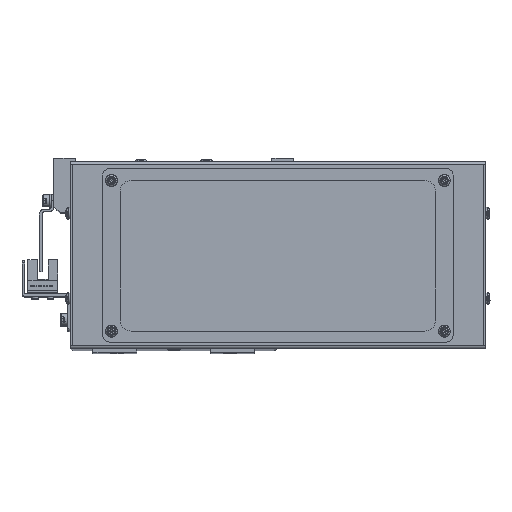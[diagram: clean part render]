
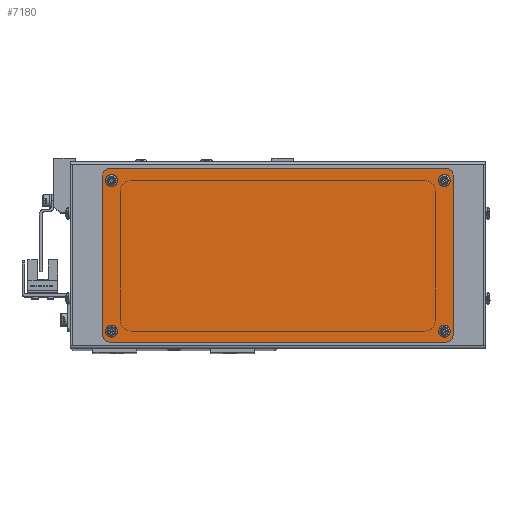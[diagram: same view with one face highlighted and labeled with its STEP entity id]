
A CAD part, top view. The second image highlights one B-rep face of the part: STEP entity #7180.
In plain terms, the highlighted face is planar.
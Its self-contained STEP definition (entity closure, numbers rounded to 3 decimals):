
#567 = VERTEX_POINT ( 'NONE', #10128 ) ;
#717 = DIRECTION ( 'NONE',  ( 1., 0., 0. ) ) ;
#851 = CARTESIAN_POINT ( 'NONE',  ( 76.25, -34.75, 0. ) ) ;
#948 = CARTESIAN_POINT ( 'NONE',  ( 77.95, -34.75, 0. ) ) ;
#1337 = VERTEX_POINT ( 'NONE', #54326 ) ;
#1590 = VERTEX_POINT ( 'NONE', #45829 ) ;
#2064 = CIRCLE ( 'NONE', #14435, 1.7 ) ;
#5692 = VERTEX_POINT ( 'NONE', #44577 ) ;
#6012 = DIRECTION ( 'NONE',  ( 0., 0., 1. ) ) ;
#6315 = DIRECTION ( 'NONE',  ( 1., 0., 0. ) ) ;
#6364 = CARTESIAN_POINT ( 'NONE',  ( 76.25, 34.25, 0. ) ) ;
#7180 = ADVANCED_FACE ( 'NONE', ( #22950, #63978, #62382, #48994, #35223 ), #15800, .F. ) ;
#7334 = DIRECTION ( 'NONE',  ( 1., 0., 0. ) ) ;
#7367 = AXIS2_PLACEMENT_3D ( 'NONE', #63434, #32810, #717 ) ;
#7400 = DIRECTION ( 'NONE',  ( 0., 0., 1. ) ) ;
#7411 = CARTESIAN_POINT ( 'NONE',  ( 77.25, 36.75, 0. ) ) ;
#8158 = ORIENTED_EDGE ( 'NONE', *, *, #36223, .T. ) ;
#8272 = ORIENTED_EDGE ( 'NONE', *, *, #61720, .T. ) ;
#8279 = AXIS2_PLACEMENT_3D ( 'NONE', #11020, #47919, #16457 ) ;
#8597 = ORIENTED_EDGE ( 'NONE', *, *, #19367, .F. ) ;
#8891 = VERTEX_POINT ( 'NONE', #32482 ) ;
#9312 = DIRECTION ( 'NONE',  ( 0., -1., 0. ) ) ;
#9324 = CARTESIAN_POINT ( 'NONE',  ( -80.25, -36.75, 0. ) ) ;
#9956 = EDGE_CURVE ( 'NONE', #14904, #567, #47814, .T. ) ;
#10128 = CARTESIAN_POINT ( 'NONE',  ( -77.95, 34.25, 0. ) ) ;
#10565 = VECTOR ( 'NONE', #20482, 1000. ) ;
#10738 = CARTESIAN_POINT ( 'NONE',  ( -77.25, 39.75, 0. ) ) ;
#11020 = CARTESIAN_POINT ( 'NONE',  ( -77.25, 36.75, 0. ) ) ;
#11248 = CIRCLE ( 'NONE', #29688, 1.7 ) ;
#11291 = DIRECTION ( 'NONE',  ( -1., 0., 0. ) ) ;
#11744 = DIRECTION ( 'NONE',  ( 1., 0., 0. ) ) ;
#11746 = EDGE_CURVE ( 'NONE', #47966, #24170, #58723, .T. ) ;
#11921 = CARTESIAN_POINT ( 'NONE',  ( 74.55, 34.25, 0. ) ) ;
#12343 = VERTEX_POINT ( 'NONE', #18497 ) ;
#12611 = ORIENTED_EDGE ( 'NONE', *, *, #16377, .T. ) ;
#12624 = DIRECTION ( 'NONE',  ( 0., 0., 1. ) ) ;
#12743 = ORIENTED_EDGE ( 'NONE', *, *, #40735, .F. ) ;
#13797 = EDGE_CURVE ( 'NONE', #62084, #24416, #17842, .T. ) ;
#14435 = AXIS2_PLACEMENT_3D ( 'NONE', #44262, #12624, #49456 ) ;
#14561 = DIRECTION ( 'NONE',  ( 1., 0., 0. ) ) ;
#14641 = DIRECTION ( 'NONE',  ( 0., 0., 1. ) ) ;
#14904 = VERTEX_POINT ( 'NONE', #49843 ) ;
#15013 = CARTESIAN_POINT ( 'NONE',  ( -77.25, 36.75, 0. ) ) ;
#15095 = EDGE_LOOP ( 'NONE', ( #12611, #51773 ) ) ;
#15800 = PLANE ( 'NONE',  #33142 ) ;
#16377 = EDGE_CURVE ( 'NONE', #35643, #12343, #43830, .T. ) ;
#16457 = DIRECTION ( 'NONE',  ( 1., 0., 0. ) ) ;
#17205 = EDGE_CURVE ( 'NONE', #24416, #1590, #51784, .T. ) ;
#17842 = LINE ( 'NONE', #9324, #38515 ) ;
#18497 = CARTESIAN_POINT ( 'NONE',  ( 77.95, 34.25, 0. ) ) ;
#19367 = EDGE_CURVE ( 'NONE', #24170, #54292, #37112, .T. ) ;
#19892 = ORIENTED_EDGE ( 'NONE', *, *, #11746, .F. ) ;
#20482 = DIRECTION ( 'NONE',  ( 1., 0., 0. ) ) ;
#20824 = CARTESIAN_POINT ( 'NONE',  ( -80.25, 36.75, 0. ) ) ;
#22726 = AXIS2_PLACEMENT_3D ( 'NONE', #58844, #27998, #63847 ) ;
#22950 = FACE_BOUND ( 'NONE', #46399, .T. ) ;
#23439 = AXIS2_PLACEMENT_3D ( 'NONE', #34667, #34537, #34443 ) ;
#24170 = VERTEX_POINT ( 'NONE', #51376 ) ;
#24416 = VERTEX_POINT ( 'NONE', #58846 ) ;
#24492 = CIRCLE ( 'NONE', #28766, 1.7 ) ;
#24668 = LINE ( 'NONE', #34375, #40187 ) ;
#24926 = LINE ( 'NONE', #41358, #10565 ) ;
#24990 = EDGE_CURVE ( 'NONE', #40582, #5692, #50606, .T. ) ;
#25394 = CIRCLE ( 'NONE', #8279, 3. ) ;
#25424 = ORIENTED_EDGE ( 'NONE', *, *, #13797, .F. ) ;
#26110 = ORIENTED_EDGE ( 'NONE', *, *, #17205, .F. ) ;
#27126 = AXIS2_PLACEMENT_3D ( 'NONE', #49823, #49425, #49644 ) ;
#27414 = AXIS2_PLACEMENT_3D ( 'NONE', #30586, #27847, #27529 ) ;
#27529 = DIRECTION ( 'NONE',  ( 1., 0., 0. ) ) ;
#27847 = DIRECTION ( 'NONE',  ( 0., 0., 1. ) ) ;
#27998 = DIRECTION ( 'NONE',  ( 0., 0., 1. ) ) ;
#28561 = EDGE_LOOP ( 'NONE', ( #55974, #39082 ) ) ;
#28766 = AXIS2_PLACEMENT_3D ( 'NONE', #37862, #6012, #43076 ) ;
#29205 = DIRECTION ( 'NONE',  ( 0., 0., 1. ) ) ;
#29279 = ORIENTED_EDGE ( 'NONE', *, *, #57614, .F. ) ;
#29565 = EDGE_CURVE ( 'NONE', #41475, #56621, #47894, .T. ) ;
#29688 = AXIS2_PLACEMENT_3D ( 'NONE', #60019, #29205, #64991 ) ;
#30586 = CARTESIAN_POINT ( 'NONE',  ( 76.25, 34.25, 0. ) ) ;
#32482 = CARTESIAN_POINT ( 'NONE',  ( -77.95, -34.75, 0. ) ) ;
#32687 = EDGE_CURVE ( 'NONE', #12343, #35643, #61729, .T. ) ;
#32810 = DIRECTION ( 'NONE',  ( 0., 0., 1. ) ) ;
#33142 = AXIS2_PLACEMENT_3D ( 'NONE', #15013, #14641, #14561 ) ;
#34375 = CARTESIAN_POINT ( 'NONE',  ( 80.25, 36.75, 0. ) ) ;
#34443 = DIRECTION ( 'NONE',  ( 1., 0., 0. ) ) ;
#34537 = DIRECTION ( 'NONE',  ( 0., 0., 1. ) ) ;
#34667 = CARTESIAN_POINT ( 'NONE',  ( -77.25, -36.75, 0. ) ) ;
#35223 = FACE_BOUND ( 'NONE', #28561, .T. ) ;
#35409 = CARTESIAN_POINT ( 'NONE',  ( 77.25, -39.75, 0. ) ) ;
#35643 = VERTEX_POINT ( 'NONE', #11921 ) ;
#35684 = EDGE_CURVE ( 'NONE', #1337, #8891, #2064, .T. ) ;
#36223 = EDGE_CURVE ( 'NONE', #8891, #1337, #11248, .T. ) ;
#37112 = LINE ( 'NONE', #10738, #62619 ) ;
#37757 = EDGE_CURVE ( 'NONE', #54292, #62084, #25394, .T. ) ;
#37862 = CARTESIAN_POINT ( 'NONE',  ( -76.25, 34.25, 0. ) ) ;
#38159 = DIRECTION ( 'NONE',  ( 0., 0., 1. ) ) ;
#38515 = VECTOR ( 'NONE', #9312, 1000. ) ;
#39082 = ORIENTED_EDGE ( 'NONE', *, *, #24990, .T. ) ;
#39597 = DIRECTION ( 'NONE',  ( 0., 1., 0. ) ) ;
#40055 = ORIENTED_EDGE ( 'NONE', *, *, #37757, .F. ) ;
#40187 = VECTOR ( 'NONE', #39597, 1000. ) ;
#40582 = VERTEX_POINT ( 'NONE', #948 ) ;
#40735 = EDGE_CURVE ( 'NONE', #56621, #47966, #24668, .T. ) ;
#40742 = ORIENTED_EDGE ( 'NONE', *, *, #35684, .T. ) ;
#41308 = AXIS2_PLACEMENT_3D ( 'NONE', #851, #38159, #6315 ) ;
#41358 = CARTESIAN_POINT ( 'NONE',  ( 77.25, -39.75, 0. ) ) ;
#41475 = VERTEX_POINT ( 'NONE', #35409 ) ;
#43076 = DIRECTION ( 'NONE',  ( 1., 0., 0. ) ) ;
#43415 = DIRECTION ( 'NONE',  ( 0., 0., 1. ) ) ;
#43830 = CIRCLE ( 'NONE', #27414, 1.7 ) ;
#44262 = CARTESIAN_POINT ( 'NONE',  ( -76.25, -34.75, 0. ) ) ;
#44359 = AXIS2_PLACEMENT_3D ( 'NONE', #6364, #43415, #11744 ) ;
#44577 = CARTESIAN_POINT ( 'NONE',  ( 74.55, -34.75, 0. ) ) ;
#45829 = CARTESIAN_POINT ( 'NONE',  ( -77.25, -39.75, 0. ) ) ;
#46399 = EDGE_LOOP ( 'NONE', ( #8158, #40742 ) ) ;
#47186 = EDGE_LOOP ( 'NONE', ( #40055, #8597, #19892, #12743, #60156, #29279, #26110, #25424 ) ) ;
#47814 = CIRCLE ( 'NONE', #27126, 1.7 ) ;
#47894 = CIRCLE ( 'NONE', #22726, 3. ) ;
#47919 = DIRECTION ( 'NONE',  ( 0., 0., 1. ) ) ;
#47966 = VERTEX_POINT ( 'NONE', #50096 ) ;
#48994 = FACE_BOUND ( 'NONE', #15095, .T. ) ;
#49425 = DIRECTION ( 'NONE',  ( 0., 0., 1. ) ) ;
#49456 = DIRECTION ( 'NONE',  ( 1., 0., 0. ) ) ;
#49644 = DIRECTION ( 'NONE',  ( 1., 0., 0. ) ) ;
#49823 = CARTESIAN_POINT ( 'NONE',  ( -76.25, 34.25, 0. ) ) ;
#49843 = CARTESIAN_POINT ( 'NONE',  ( -74.55, 34.25, 0. ) ) ;
#50096 = CARTESIAN_POINT ( 'NONE',  ( 80.25, 36.75, 0. ) ) ;
#50606 = CIRCLE ( 'NONE', #41308, 1.7 ) ;
#51376 = CARTESIAN_POINT ( 'NONE',  ( 77.25, 39.75, 0. ) ) ;
#51411 = ORIENTED_EDGE ( 'NONE', *, *, #9956, .T. ) ;
#51773 = ORIENTED_EDGE ( 'NONE', *, *, #32687, .T. ) ;
#51784 = CIRCLE ( 'NONE', #23439, 3. ) ;
#54292 = VERTEX_POINT ( 'NONE', #59413 ) ;
#54326 = CARTESIAN_POINT ( 'NONE',  ( -74.55, -34.75, 0. ) ) ;
#55974 = ORIENTED_EDGE ( 'NONE', *, *, #65628, .T. ) ;
#56621 = VERTEX_POINT ( 'NONE', #57596 ) ;
#57596 = CARTESIAN_POINT ( 'NONE',  ( 80.25, -36.75, 0. ) ) ;
#57614 = EDGE_CURVE ( 'NONE', #1590, #41475, #24926, .T. ) ;
#58723 = CIRCLE ( 'NONE', #60811, 3. ) ;
#58844 = CARTESIAN_POINT ( 'NONE',  ( 77.25, -36.75, 0. ) ) ;
#58846 = CARTESIAN_POINT ( 'NONE',  ( -80.25, -36.75, 0. ) ) ;
#59413 = CARTESIAN_POINT ( 'NONE',  ( -77.25, 39.75, 0. ) ) ;
#60019 = CARTESIAN_POINT ( 'NONE',  ( -76.25, -34.75, 0. ) ) ;
#60156 = ORIENTED_EDGE ( 'NONE', *, *, #29565, .F. ) ;
#60811 = AXIS2_PLACEMENT_3D ( 'NONE', #7411, #7400, #7334 ) ;
#61720 = EDGE_CURVE ( 'NONE', #567, #14904, #24492, .T. ) ;
#61729 = CIRCLE ( 'NONE', #44359, 1.7 ) ;
#62084 = VERTEX_POINT ( 'NONE', #20824 ) ;
#62382 = FACE_OUTER_BOUND ( 'NONE', #47186, .T. ) ;
#62619 = VECTOR ( 'NONE', #11291, 1000. ) ;
#63434 = CARTESIAN_POINT ( 'NONE',  ( 76.25, -34.75, 0. ) ) ;
#63847 = DIRECTION ( 'NONE',  ( 1., 0., 0. ) ) ;
#63978 = FACE_BOUND ( 'NONE', #66797, .T. ) ;
#64991 = DIRECTION ( 'NONE',  ( 1., 0., 0. ) ) ;
#65628 = EDGE_CURVE ( 'NONE', #5692, #40582, #65727, .T. ) ;
#65727 = CIRCLE ( 'NONE', #7367, 1.7 ) ;
#66797 = EDGE_LOOP ( 'NONE', ( #8272, #51411 ) ) ;
